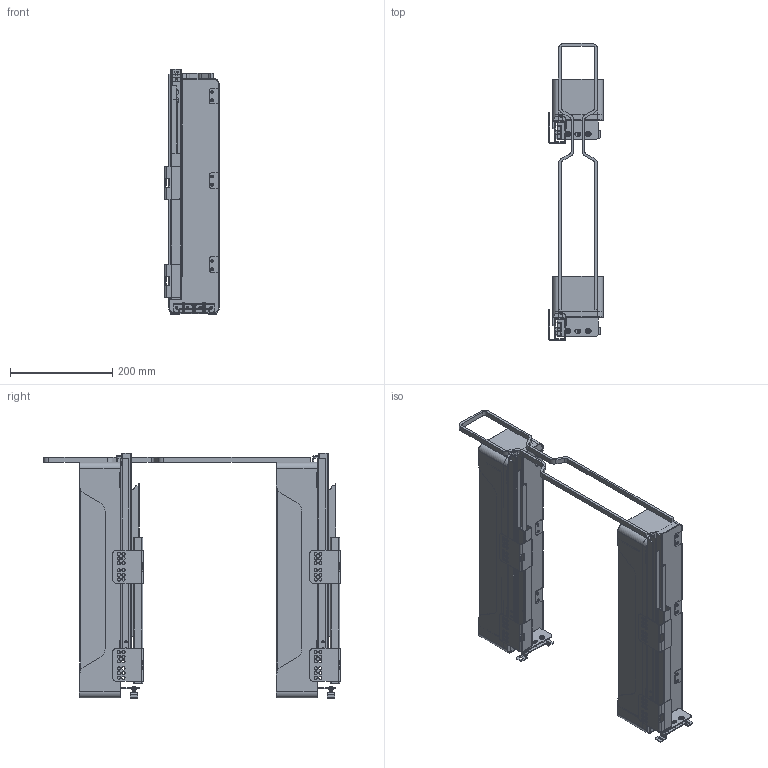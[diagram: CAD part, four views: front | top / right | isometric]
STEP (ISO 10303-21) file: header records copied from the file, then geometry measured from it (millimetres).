
FILE_DESCRIPTION((''),'2;1');
FILE_NAME('111_ASM_1_ASM','2025-06-26T',('Administrator'),(''),'PRO/ENGINEER BY PARAMETRIC TECHNOLOGY CORPORATION, 2010280','PRO/ENGINEER BY PARAMETRIC TECHNOLOGY CORPORATION, 2010280','');
FILE_SCHEMA(('AUTOMOTIVE_DESIGN { 1 2 10303 214 0 1 1 1 }'));
Length unit declared in the file: millimetre
Products named in the file (18): PRT0001; PRT0002; PRT0003; PRT0004; PRT0005; PRT0006; PRT0007; ______A_ASM_1_ASM; PRT0008; PRT0009; PRT0010; PRT0011; PRT0012; PRT0013; PRT0014; PRT0015; 0DAOGUI-YOU-2-2_ASM_4_ASM; 111_ASM_1_ASM
Assembly tree (34 placements, depth 3):
  111_ASM_1_ASM
    PRT0001  x4
    PRT0002  x2
    PRT0003  x4
    PRT0004  x4
    ______A_ASM_1_ASM  x2
      PRT0005
      PRT0006
      PRT0007
    PRT0008  x2
    PRT0009  x2
    PRT0010  x2
    PRT0011
    0DAOGUI-YOU-2-2_ASM_4_ASM  x2
      PRT0012
      PRT0013
      PRT0014
      PRT0015
Bounding box: 106.5 x 580 x 480.5 mm (x, y, z)
Volume: 1844125.9 mm3; surface area: 1088561.2 mm2
Topology: 39 solids, 43 shells, 2348 faces, 6308 edges, 4082 vertices
Faces by surface type: cylinder 1100, plane 960, bspline 132, cone 112, torus 40, sphere 4
Entity records: 46656 total; most frequent: CARTESIAN_POINT 22283, ORIENTED_EDGE 4922, DIRECTION 4716, EDGE_CURVE 2461, AXIS2_PLACEMENT_3D 1648, VERTEX_POINT 1586, VECTOR 1420, LINE 1420
